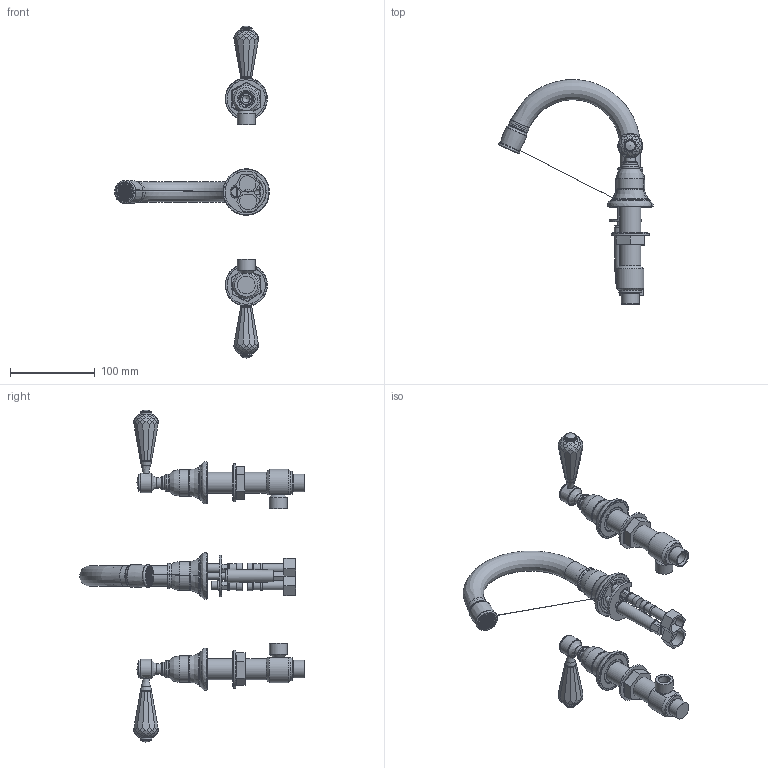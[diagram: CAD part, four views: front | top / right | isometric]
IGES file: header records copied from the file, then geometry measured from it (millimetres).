
Global section: file name: V2K16-SB-NP; native system: Autodesk Inventor 2018; preprocessor: unknown; author: aduggalther; date: 20180907.121605; units: millimetre
Bounding box: 182.91 x 265.47 x 392.24 mm (x, y, z)
Volume: 393783.6 mm3; surface area: 199792.2 mm2
Topology: 60 solids, 61 shells, 3343 faces, 8720 edges, 5751 vertices
Faces by surface type: bspline 3343
